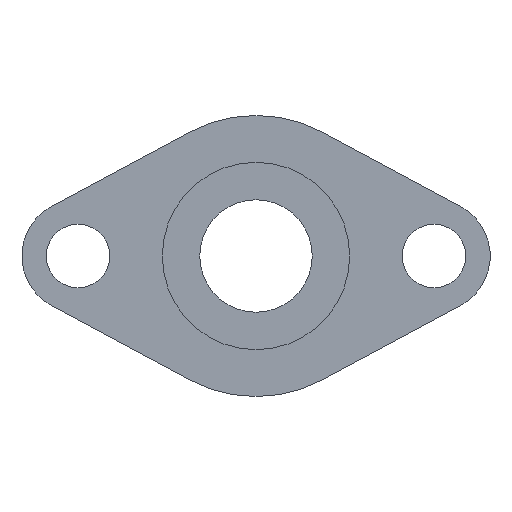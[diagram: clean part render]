
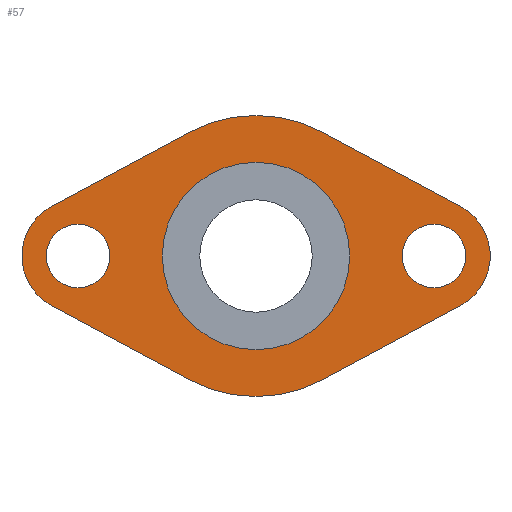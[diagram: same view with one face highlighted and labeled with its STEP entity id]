
A CAD part, left-side view. The second image highlights one B-rep face of the part: STEP entity #57.
In plain terms, the highlighted planar face has unit normal (-1, 0, 0).
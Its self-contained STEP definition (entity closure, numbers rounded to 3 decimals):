
#57=ADVANCED_FACE('',(#102,#103,#104,#105),#106,.F.);
#102=FACE_OUTER_BOUND('',#170,.T.);
#103=FACE_BOUND('',#171,.T.);
#104=FACE_BOUND('',#172,.T.);
#105=FACE_BOUND('',#173,.T.);
#106=PLANE('',#174);
#170=EDGE_LOOP('',(#305,#306,#307,#308,#309,#310,#311,#312,#313,#314));
#171=EDGE_LOOP('',(#315,#316));
#172=EDGE_LOOP('',(#317,#318));
#173=EDGE_LOOP('',(#319,#320));
#174=AXIS2_PLACEMENT_3D('',#321,#322,#323);
#305=ORIENTED_EDGE('',*,*,#504,.F.);
#306=ORIENTED_EDGE('',*,*,#505,.T.);
#307=ORIENTED_EDGE('',*,*,#481,.F.);
#308=ORIENTED_EDGE('',*,*,#506,.F.);
#309=ORIENTED_EDGE('',*,*,#507,.F.);
#310=ORIENTED_EDGE('',*,*,#508,.F.);
#311=ORIENTED_EDGE('',*,*,#509,.T.);
#312=ORIENTED_EDGE('',*,*,#510,.F.);
#313=ORIENTED_EDGE('',*,*,#479,.F.);
#314=ORIENTED_EDGE('',*,*,#511,.T.);
#315=ORIENTED_EDGE('',*,*,#512,.T.);
#316=ORIENTED_EDGE('',*,*,#487,.T.);
#317=ORIENTED_EDGE('',*,*,#513,.T.);
#318=ORIENTED_EDGE('',*,*,#491,.T.);
#319=ORIENTED_EDGE('',*,*,#461,.F.);
#320=ORIENTED_EDGE('',*,*,#514,.F.);
#321=CARTESIAN_POINT('',(0.0,0.0,0.));
#322=DIRECTION('',(1.0,0.0,0.));
#323=DIRECTION('',(0.,0.0,-1.0));
#461=EDGE_CURVE('',#543,#539,#545,.T.);
#479=EDGE_CURVE('',#576,#572,#578,.T.);
#481=EDGE_CURVE('',#579,#582,#583,.T.);
#487=EDGE_CURVE('',#588,#592,#594,.T.);
#491=EDGE_CURVE('',#596,#600,#602,.T.);
#504=EDGE_CURVE('',#622,#623,#624,.T.);
#505=EDGE_CURVE('',#622,#582,#625,.T.);
#506=EDGE_CURVE('',#626,#579,#627,.T.);
#507=EDGE_CURVE('',#628,#626,#629,.T.);
#508=EDGE_CURVE('',#630,#628,#631,.T.);
#509=EDGE_CURVE('',#630,#632,#633,.T.);
#510=EDGE_CURVE('',#572,#632,#634,.T.);
#511=EDGE_CURVE('',#576,#623,#635,.T.);
#512=EDGE_CURVE('',#592,#588,#636,.T.);
#513=EDGE_CURVE('',#600,#596,#637,.T.);
#514=EDGE_CURVE('',#539,#543,#638,.T.);
#539=VERTEX_POINT('',#663);
#543=VERTEX_POINT('',#668);
#545=CIRCLE('',#671,5.0);
#572=VERTEX_POINT('',#706);
#576=VERTEX_POINT('',#711);
#578=CIRCLE('',#714,7.5);
#579=VERTEX_POINT('',#715);
#582=VERTEX_POINT('',#719);
#583=CIRCLE('',#720,7.5);
#588=VERTEX_POINT('',#726);
#592=VERTEX_POINT('',#731);
#594=CIRCLE('',#734,1.7);
#596=VERTEX_POINT('',#736);
#600=VERTEX_POINT('',#741);
#602=CIRCLE('',#744,1.7);
#622=VERTEX_POINT('',#768);
#623=VERTEX_POINT('',#769);
#624=CIRCLE('',#770,3.0);
#625=LINE('',#771,#772);
#626=VERTEX_POINT('',#773);
#627=CIRCLE('',#774,7.5);
#628=VERTEX_POINT('',#775);
#629=LINE('',#776,#777);
#630=VERTEX_POINT('',#778);
#631=CIRCLE('',#779,3.0);
#632=VERTEX_POINT('',#780);
#633=LINE('',#781,#782);
#634=CIRCLE('',#783,7.5);
#635=LINE('',#784,#785);
#636=CIRCLE('',#786,1.7);
#637=CIRCLE('',#787,1.7);
#638=CIRCLE('',#788,5.0);
#663=CARTESIAN_POINT('',(0.,5.0,0.));
#668=CARTESIAN_POINT('',(0.0,-5.0,0.));
#671=AXIS2_PLACEMENT_3D('',#828,#829,#830);
#706=CARTESIAN_POINT('',(0.,0.,7.5));
#711=CARTESIAN_POINT('',(0.,3.553,6.605));
#714=AXIS2_PLACEMENT_3D('',#862,#863,#864);
#715=CARTESIAN_POINT('',(0.,0.,-7.5));
#719=CARTESIAN_POINT('',(0.,3.553,-6.605));
#720=AXIS2_PLACEMENT_3D('',#866,#867,#868);
#726=CARTESIAN_POINT('',(0.,9.5,-1.7));
#731=CARTESIAN_POINT('',(0.0,9.5,1.7));
#734=AXIS2_PLACEMENT_3D('',#878,#879,#880);
#736=CARTESIAN_POINT('',(0.,-9.5,-1.7));
#741=CARTESIAN_POINT('',(0.0,-9.5,1.7));
#744=AXIS2_PLACEMENT_3D('',#886,#887,#888);
#768=CARTESIAN_POINT('',(0.,10.921,-2.642));
#769=CARTESIAN_POINT('',(0.,10.921,2.642));
#770=AXIS2_PLACEMENT_3D('',#917,#918,#919);
#771=CARTESIAN_POINT('',(0.,10.921,-2.642));
#772=VECTOR('',#920,1.);
#773=CARTESIAN_POINT('',(0.,-3.553,-6.605));
#774=AXIS2_PLACEMENT_3D('',#921,#922,#923);
#775=CARTESIAN_POINT('',(0.,-10.921,-2.642));
#776=CARTESIAN_POINT('',(0.,-10.921,-2.642));
#777=VECTOR('',#924,1.);
#778=CARTESIAN_POINT('',(0.,-10.921,2.642));
#779=AXIS2_PLACEMENT_3D('',#925,#926,#927);
#780=CARTESIAN_POINT('',(0.,-3.553,6.605));
#781=CARTESIAN_POINT('',(0.,-10.921,2.642));
#782=VECTOR('',#928,1.0);
#783=AXIS2_PLACEMENT_3D('',#929,#930,#931);
#784=CARTESIAN_POINT('',(0.,3.553,6.605));
#785=VECTOR('',#932,1.);
#786=AXIS2_PLACEMENT_3D('',#933,#934,#935);
#787=AXIS2_PLACEMENT_3D('',#936,#937,#938);
#788=AXIS2_PLACEMENT_3D('',#939,#940,#941);
#828=CARTESIAN_POINT('',(0.0,0.0,0.0));
#829=DIRECTION('',(-1.0,0.0,0.));
#830=DIRECTION('',(0.0,1.0,0.0));
#862=CARTESIAN_POINT('',(0.0,0.0,0.0));
#863=DIRECTION('',(1.0,0.0,0.));
#864=DIRECTION('',(0.,0.0,-1.0));
#866=CARTESIAN_POINT('',(0.0,0.0,0.0));
#867=DIRECTION('',(1.0,0.0,0.));
#868=DIRECTION('',(0.,0.0,-1.0));
#878=CARTESIAN_POINT('',(0.0,9.5,0.0));
#879=DIRECTION('',(1.0,0.0,0.));
#880=DIRECTION('',(0.,0.0,-1.0));
#886=CARTESIAN_POINT('',(0.0,-9.5,0.0));
#887=DIRECTION('',(1.0,0.0,0.));
#888=DIRECTION('',(0.,0.0,-1.0));
#917=CARTESIAN_POINT('',(0.0,9.5,0.0));
#918=DIRECTION('',(1.0,0.0,0.));
#919=DIRECTION('',(0.,0.0,-1.0));
#920=DIRECTION('',(0.,-0.881,-0.474));
#921=CARTESIAN_POINT('',(0.0,0.0,0.0));
#922=DIRECTION('',(1.0,0.0,0.));
#923=DIRECTION('',(0.,0.0,-1.0));
#924=DIRECTION('',(0.,0.881,-0.474));
#925=CARTESIAN_POINT('',(0.0,-9.5,0.0));
#926=DIRECTION('',(1.0,0.0,0.));
#927=DIRECTION('',(0.,0.0,-1.0));
#928=DIRECTION('',(0.,0.881,0.474));
#929=CARTESIAN_POINT('',(0.0,0.0,0.0));
#930=DIRECTION('',(1.0,0.0,0.));
#931=DIRECTION('',(0.,0.0,-1.0));
#932=DIRECTION('',(0.,0.881,-0.474));
#933=CARTESIAN_POINT('',(0.0,9.5,0.0));
#934=DIRECTION('',(1.0,0.0,0.));
#935=DIRECTION('',(0.,0.0,-1.0));
#936=CARTESIAN_POINT('',(0.0,-9.5,0.0));
#937=DIRECTION('',(1.0,0.0,0.));
#938=DIRECTION('',(0.,0.0,-1.0));
#939=CARTESIAN_POINT('',(0.0,0.0,0.0));
#940=DIRECTION('',(-1.0,0.0,0.));
#941=DIRECTION('',(0.0,1.0,0.0));
